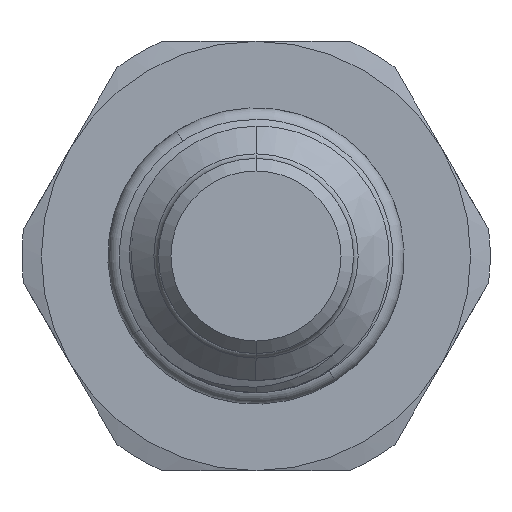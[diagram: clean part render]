
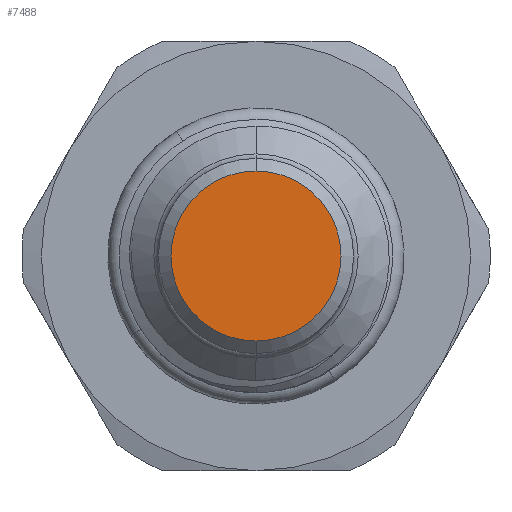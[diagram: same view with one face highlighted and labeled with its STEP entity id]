
A CAD part, front view. The second image highlights one B-rep face of the part: STEP entity #7488.
In plain terms, the highlighted planar face has unit normal (0, -1, 0).
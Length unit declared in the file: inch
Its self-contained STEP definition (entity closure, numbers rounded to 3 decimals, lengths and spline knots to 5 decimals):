
#728 = EDGE_CURVE ( 'NONE', #6698, #2518, #8389, .T. ) ;
#779 = CARTESIAN_POINT ( 'NONE',  ( 0., -1.75, 0.2725 ) ) ;
#2215 = AXIS2_PLACEMENT_3D ( 'NONE', #10315, #2940, #8390 ) ;
#2518 = VERTEX_POINT ( 'NONE', #779 ) ;
#2534 = ORIENTED_EDGE ( 'NONE', *, *, #4912, .T. ) ;
#2940 = DIRECTION ( 'NONE',  ( 0., -1., 0. ) ) ;
#3707 = EDGE_LOOP ( 'NONE', ( #2534, #6227 ) ) ;
#4011 = FACE_OUTER_BOUND ( 'NONE', #3707, .T. ) ;
#4218 = CARTESIAN_POINT ( 'NONE',  ( 0., -1.75, 0. ) ) ;
#4394 = DIRECTION ( 'NONE',  ( 0., 0., -1. ) ) ;
#4912 = EDGE_CURVE ( 'NONE', #2518, #6698, #10326, .T. ) ;
#5021 = CARTESIAN_POINT ( 'NONE',  ( 0., -1.75, -0.2725 ) ) ;
#5261 = CARTESIAN_POINT ( 'NONE',  ( 0.3125, -1.75, 0. ) ) ;
#5980 = AXIS2_PLACEMENT_3D ( 'NONE', #5261, #6859, #6179 ) ;
#6179 = DIRECTION ( 'NONE',  ( 0., 0., -1. ) ) ;
#6227 = ORIENTED_EDGE ( 'NONE', *, *, #728, .T. ) ;
#6698 = VERTEX_POINT ( 'NONE', #5021 ) ;
#6859 = DIRECTION ( 'NONE',  ( 0., -1., 0. ) ) ;
#6952 = DIRECTION ( 'NONE',  ( 0., -1., 0. ) ) ;
#7488 = ADVANCED_FACE ( 'NONE', ( #4011 ), #10603, .T. ) ;
#8389 = CIRCLE ( 'NONE', #2215, 0.2725 ) ;
#8390 = DIRECTION ( 'NONE',  ( 0., 0., -1. ) ) ;
#8992 = AXIS2_PLACEMENT_3D ( 'NONE', #4218, #6952, #4394 ) ;
#10315 = CARTESIAN_POINT ( 'NONE',  ( 0., -1.75, 0. ) ) ;
#10326 = CIRCLE ( 'NONE', #8992, 0.2725 ) ;
#10603 = PLANE ( 'NONE',  #5980 ) ;
